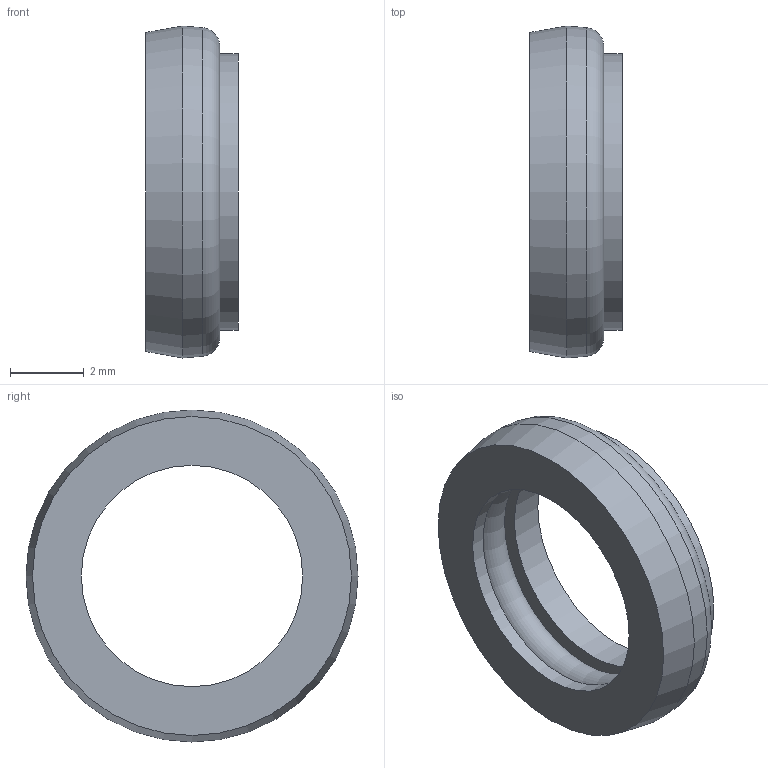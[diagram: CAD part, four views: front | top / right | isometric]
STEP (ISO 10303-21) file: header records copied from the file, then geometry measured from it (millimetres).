
FILE_DESCRIPTION(/* description */ ('Unknown'),/* implementation_level */ '2;1');
FILE_NAME(/* name */ '391100600',/* time_stamp */ '2019-10-21T15:09:07+02:00',/* author */ ('Unknown'),/* organization */ ('Unknown'),/* preprocessor_version */ 'ST-DEVELOPER v16.7',/* originating_system */ 'DEX',/* authorisation */ $);
FILE_SCHEMA (('AUTOMOTIVE_DESIGN {1 0 10303 214 3 1 1}'));
Length unit declared in the file: millimetre
Products named in the file (1): 0019592
Bounding box: 2.5 x 9 x 9 mm (x, y, z)
Volume: 66.3 mm3; surface area: 285.4 mm2
Topology: 2 solids, 2 shells, 15 faces, 25 edges, 15 vertices
Faces by surface type: plane 5, torus 4, cylinder 4, cone 2
Full cylindrical faces by diameter (mm): 6 x2, 7.5 x1, 8 x1
Entity records: 338 total; most frequent: DIRECTION 60, CARTESIAN_POINT 45, AXIS2_PLACEMENT_3D 30, FACE_BOUND 29, ORIENTED_EDGE 28, EDGE_LOOP 28, VERTEX_POINT 15, ADVANCED_FACE 15
